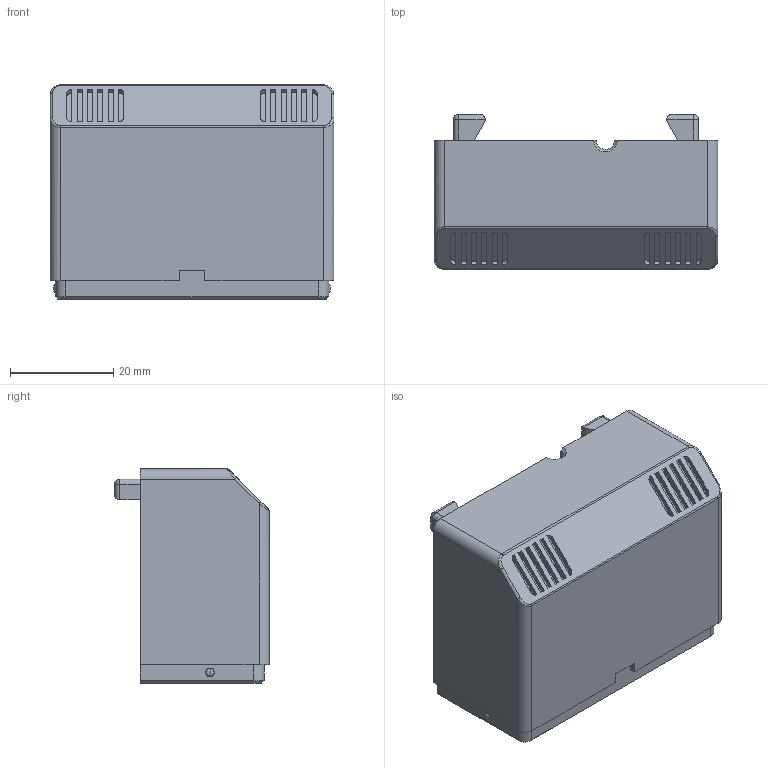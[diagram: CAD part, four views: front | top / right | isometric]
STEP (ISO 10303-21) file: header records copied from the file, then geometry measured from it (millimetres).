
FILE_DESCRIPTION (( 'STEP AP203' ), '1' );
FILE_NAME ('Demi boitier inférieurV3_PRESTA3D.STEP', '2023-03-15T11:03:43', ( '' ), ( '' ), 'SwSTEP 2.0', 'SolidWorks 2023', '' );
FILE_SCHEMA (( 'CONFIG_CONTROL_DESIGN' ));
Length unit declared in the file: millimetre
Products named in the file (1): Demi boitier inférieurV3_PRESTA3D
Bounding box: 55 x 30 x 41.5 mm (x, y, z)
Volume: 16674 mm3; surface area: 10984.6 mm2
Topology: 1 solids, 1 shells, 177 faces, 437 edges, 263 vertices
Faces by surface type: plane 98, cylinder 54, sphere 11, bspline 8, cone 4, torus 2
Entity records: 5263 total; most frequent: CARTESIAN_POINT 1107, ORIENTED_EDGE 848, DIRECTION 838, EDGE_CURVE 424, LINE 306, VECTOR 306, AXIS2_PLACEMENT_3D 266, VERTEX_POINT 263
